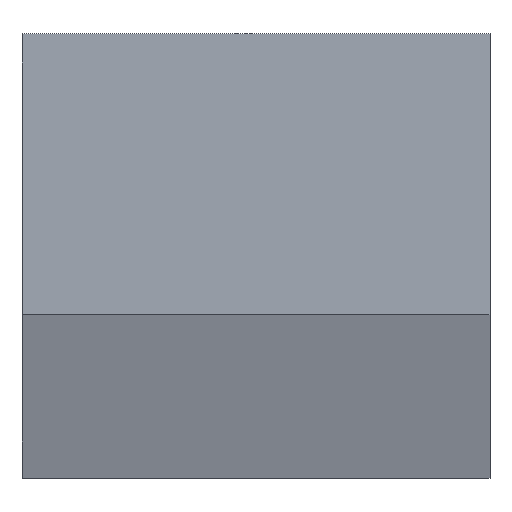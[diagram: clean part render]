
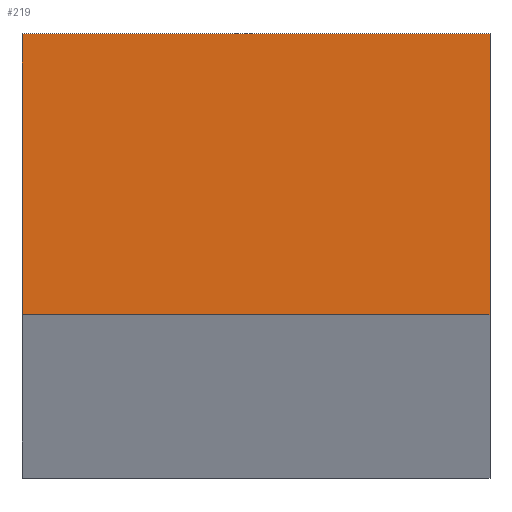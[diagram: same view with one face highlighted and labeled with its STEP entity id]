
A CAD part, top view. The second image highlights one B-rep face of the part: STEP entity #219.
In plain terms, the highlighted planar face has unit normal (0, 0, 1).
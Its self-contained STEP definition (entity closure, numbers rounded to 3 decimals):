
#3 = EDGE_CURVE ( 'NONE', #133, #237, #73, .T. ) ;
#8 = DIRECTION ( 'NONE',  ( 0., 1., 0. ) ) ;
#10 = DIRECTION ( 'NONE',  ( 1., 0., 0. ) ) ;
#11 = CARTESIAN_POINT ( 'NONE',  ( -2.5, -1.5, 500. ) ) ;
#30 = EDGE_CURVE ( 'NONE', #237, #179, #220, .T. ) ;
#33 = VECTOR ( 'NONE', #8, 1000. ) ;
#42 = ORIENTED_EDGE ( 'NONE', *, *, #132, .T. ) ;
#48 = ORIENTED_EDGE ( 'NONE', *, *, #3, .T. ) ;
#49 = CARTESIAN_POINT ( 'NONE',  ( 2.5, 1.5, 500. ) ) ;
#62 = CARTESIAN_POINT ( 'NONE',  ( 0., 0., 500. ) ) ;
#73 = LINE ( 'NONE', #227, #33 ) ;
#74 = DIRECTION ( 'NONE',  ( 1., 0., 0. ) ) ;
#77 = AXIS2_PLACEMENT_3D ( 'NONE', #62, #189, #74 ) ;
#84 = VERTEX_POINT ( 'NONE', #11 ) ;
#107 = CARTESIAN_POINT ( 'NONE',  ( -2.5, -1.5, 500. ) ) ;
#109 = CARTESIAN_POINT ( 'NONE',  ( -2.5, 1.5, 500. ) ) ;
#123 = EDGE_LOOP ( 'NONE', ( #42, #178, #48, #191 ) ) ;
#124 = CARTESIAN_POINT ( 'NONE',  ( -2.5, 1.5, 500. ) ) ;
#125 = LINE ( 'NONE', #107, #182 ) ;
#132 = EDGE_CURVE ( 'NONE', #179, #84, #142, .T. ) ;
#133 = VERTEX_POINT ( 'NONE', #183 ) ;
#142 = LINE ( 'NONE', #124, #151 ) ;
#151 = VECTOR ( 'NONE', #167, 1000. ) ;
#163 = DIRECTION ( 'NONE',  ( -1., 0., 0. ) ) ;
#166 = PLANE ( 'NONE',  #77 ) ;
#167 = DIRECTION ( 'NONE',  ( 0., -1., 0. ) ) ;
#173 = FACE_OUTER_BOUND ( 'NONE', #123, .T. ) ;
#178 = ORIENTED_EDGE ( 'NONE', *, *, #205, .T. ) ;
#179 = VERTEX_POINT ( 'NONE', #223 ) ;
#182 = VECTOR ( 'NONE', #10, 1000. ) ;
#183 = CARTESIAN_POINT ( 'NONE',  ( 2.5, -1.5, 500. ) ) ;
#189 = DIRECTION ( 'NONE',  ( 0., 0., 1. ) ) ;
#191 = ORIENTED_EDGE ( 'NONE', *, *, #30, .T. ) ;
#205 = EDGE_CURVE ( 'NONE', #84, #133, #125, .T. ) ;
#210 = VECTOR ( 'NONE', #163, 1000. ) ;
#219 = ADVANCED_FACE ( 'NONE', ( #173 ), #166, .T. ) ;
#220 = LINE ( 'NONE', #109, #210 ) ;
#223 = CARTESIAN_POINT ( 'NONE',  ( -2.5, 1.5, 500. ) ) ;
#227 = CARTESIAN_POINT ( 'NONE',  ( 2.5, 1.5, 500. ) ) ;
#237 = VERTEX_POINT ( 'NONE', #49 ) ;
